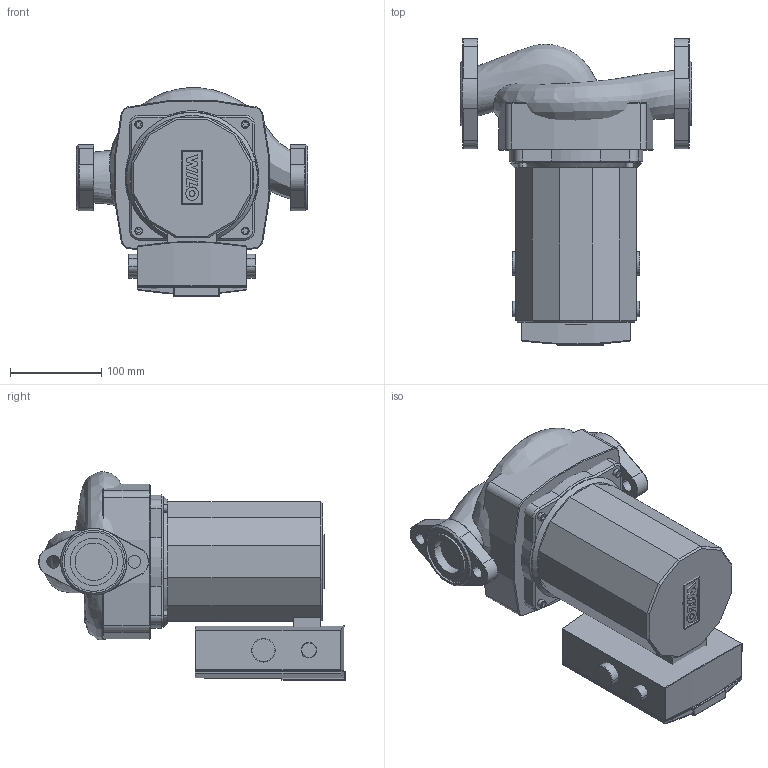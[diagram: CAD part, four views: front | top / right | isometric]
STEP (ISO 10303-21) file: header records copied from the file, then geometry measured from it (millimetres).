
FILE_DESCRIPTION((''),'2;1');
FILE_NAME('3d_TOP-S 1.5x70 208_230V-2067566.stp','2009-12-21T08:59:54',(''),(''),'Mechanical Desktop 2008','Mechanical Desktop 2008',', , ');
FILE_SCHEMA(('CONFIG_CONTROL_DESIGN'));
Length unit declared in the file: inch
Products named in the file (1): Product
Bounding box: 254 x 336.68 x 229.03 mm (x, y, z)
Volume: 6802753.4 mm3; surface area: 407592.7 mm2
Topology: 11 solids, 11 shells, 427 faces, 987 edges, 586 vertices
Faces by surface type: plane 188, cylinder 103, bspline 62, cone 28, torus 24, sphere 22
Entity records: 21056 total; most frequent: CARTESIAN_POINT 11424, DIRECTION 2016, ORIENTED_EDGE 1946, EDGE_CURVE 973, AXIS2_PLACEMENT_3D 735, VERTEX_POINT 586, VECTOR 546, LINE 546
